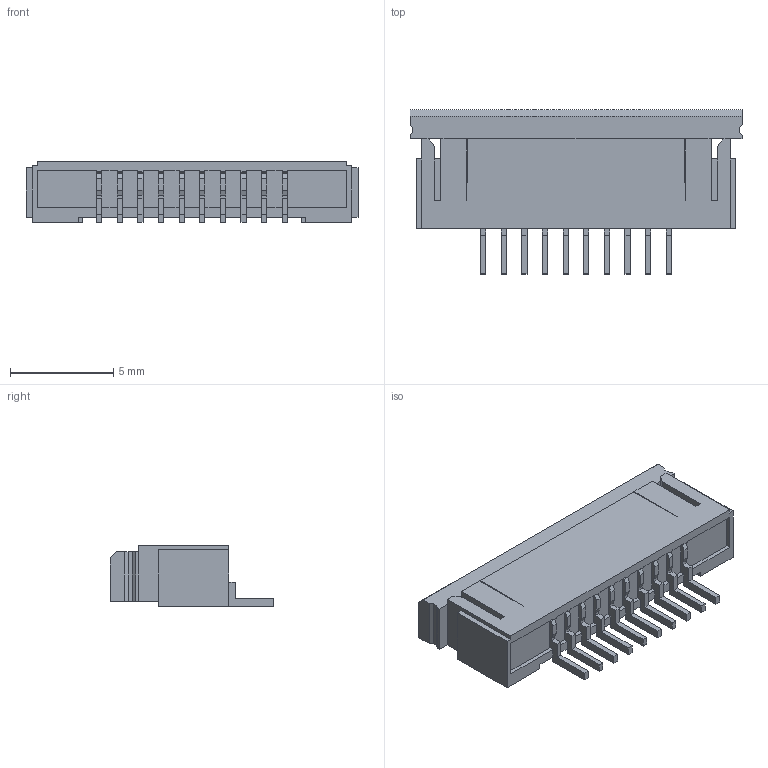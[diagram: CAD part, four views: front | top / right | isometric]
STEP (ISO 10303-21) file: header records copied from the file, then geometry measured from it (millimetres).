
FILE_DESCRIPTION((''),'2;1');
FILE_NAME('5532-10-20-ST','2025-06-11T10:16:55',('Administrator'),(''),'CREO PARAMETRIC BY PTC INC, 2025010','CREO PARAMETRIC BY PTC INC, 2025010','');
FILE_SCHEMA(('CONFIG_CONTROL_DESIGN'));
Length unit declared in the file: millimetre
Products named in the file (1): 5532-10-20-ST
Bounding box: 16.1 x 7.95 x 2.95 mm (x, y, z)
Volume: 181.7 mm3; surface area: 544.3 mm2
Topology: 1 solids, 1 shells, 342 faces, 978 edges, 636 vertices
Faces by surface type: plane 342
Entity records: 10920 total; most frequent: CARTESIAN_POINT 1956, ORIENTED_EDGE 1956, DIRECTION 1662, VECTOR 978, LINE 978, EDGE_CURVE 978, VERTEX_POINT 636, EDGE_LOOP 352
